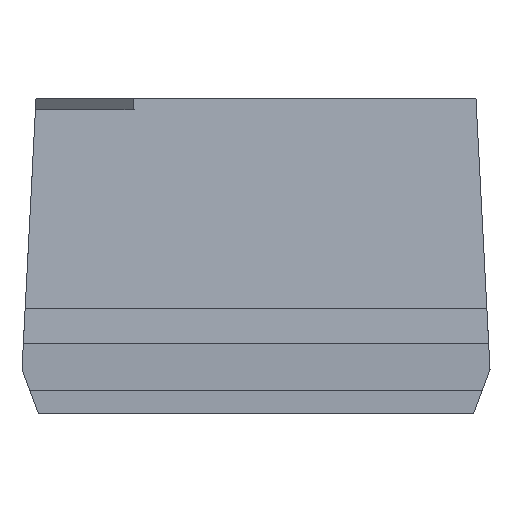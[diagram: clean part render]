
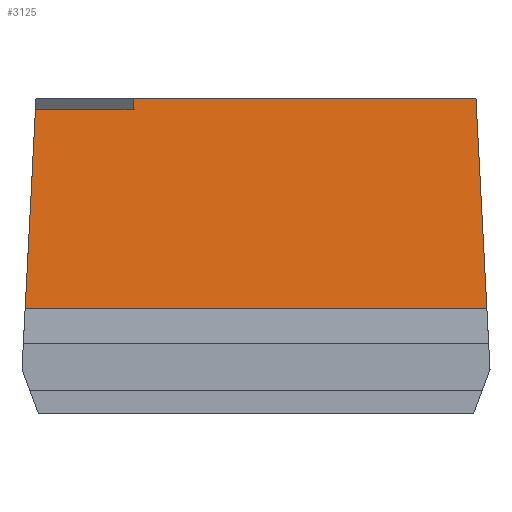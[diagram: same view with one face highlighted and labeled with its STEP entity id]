
A CAD part, left-side view. The second image highlights one B-rep face of the part: STEP entity #3125.
In plain terms, the highlighted planar face has unit normal (-0.997, 0, 0.077).
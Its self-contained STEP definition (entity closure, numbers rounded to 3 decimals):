
#726 = PLANE('',#727);
#727 = AXIS2_PLACEMENT_3D('',#728,#729,#730);
#728 = CARTESIAN_POINT('',(5002.08,-1.864,3.));
#729 = DIRECTION('',(0.,-0.999,0.052));
#730 = DIRECTION('',(0.,-0.052,-0.999));
#999 = PLANE('',#1000);
#1000 = AXIS2_PLACEMENT_3D('',#1001,#1002,#1003);
#1001 = CARTESIAN_POINT('',(5002.08,1.864,3.));
#1002 = DIRECTION('',(0.,0.999,0.052));
#1003 = DIRECTION('',(0.,-0.052,0.999));
#1460 = PLANE('',#1461);
#1461 = AXIS2_PLACEMENT_3D('',#1462,#1463,#1464);
#1462 = CARTESIAN_POINT('',(-2.25,2.,2.7));
#1463 = DIRECTION('',(0.,0.,1.));
#1464 = DIRECTION('',(1.,0.,0.));
#1486 = PLANE('',#1487);
#1487 = AXIS2_PLACEMENT_3D('',#1488,#1489,#1490);
#1488 = CARTESIAN_POINT('',(-0.95,2.,2.7));
#1489 = DIRECTION('',(-0.707,0.707,0.));
#1490 = DIRECTION('',(-0.707,-0.707,0.));
#1498 = VERTEX_POINT('',#1499);
#1499 = CARTESIAN_POINT('',(-1.908,1.885,2.6));
#1512 = PLANE('',#1513);
#1513 = AXIS2_PLACEMENT_3D('',#1514,#1515,#1516);
#1514 = CARTESIAN_POINT('',(-2.25,2.,2.6));
#1515 = DIRECTION('',(0.,0.,1.));
#1516 = DIRECTION('',(1.,0.,0.));
#1523 = EDGE_CURVE('',#1524,#1498,#1526,.T.);
#1524 = VERTEX_POINT('',#1525);
#1525 = CARTESIAN_POINT('',(-2.04,1.973,0.9));
#1526 = SURFACE_CURVE('',#1527,(#1531,#1537),.PCURVE_S1.);
#1527 = LINE('',#1528,#1529);
#1528 = CARTESIAN_POINT('',(13.136,-8.119,
    196.014));
#1529 = VECTOR('',#1530,1.);
#1530 = DIRECTION('',(0.077,-0.051,
    0.996));
#1531 = PCURVE('',#999,#1532);
#1532 = DEFINITIONAL_REPRESENTATION('',(#1533),#1536);
#1533 = B_SPLINE_CURVE_WITH_KNOTS('',1,(#1534,#1535),.UNSPECIFIED.,.F.,
  .F.,(2,2),(-196.144,-193.975),.PIECEWISE_BEZIER_KNOTS.);
#1534 = CARTESIAN_POINT('',(-2.283,-5004.134));
#1535 = CARTESIAN_POINT('',(-0.12,-5003.966));
#1536 = ( GEOMETRIC_REPRESENTATION_CONTEXT(2) 
PARAMETRIC_REPRESENTATION_CONTEXT() REPRESENTATION_CONTEXT('2D SPACE',''
  ) );
#1537 = PCURVE('',#1538,#1543);
#1538 = PLANE('',#1539);
#1539 = AXIS2_PLACEMENT_3D('',#1540,#1541,#1542);
#1540 = CARTESIAN_POINT('',(-1.877,-2.,3.));
#1541 = DIRECTION('',(-0.997,0.,
    0.078));
#1542 = DIRECTION('',(-0.078,0.,
    -0.997));
#1543 = DEFINITIONAL_REPRESENTATION('',(#1544),#1547);
#1544 = B_SPLINE_CURVE_WITH_KNOTS('',1,(#1545,#1546),.UNSPECIFIED.,.F.,
  .F.,(2,2),(-196.144,-193.975),.PIECEWISE_BEZIER_KNOTS.);
#1545 = CARTESIAN_POINT('',(2.287,-3.982));
#1546 = CARTESIAN_POINT('',(0.12,-3.871));
#1547 = ( GEOMETRIC_REPRESENTATION_CONTEXT(2) 
PARAMETRIC_REPRESENTATION_CONTEXT() REPRESENTATION_CONTEXT('2D SPACE',''
  ) );
#1564 = PLANE('',#1565);
#1565 = AXIS2_PLACEMENT_3D('',#1566,#1567,#1568);
#1566 = CARTESIAN_POINT('',(-2.04,-2.,0.9));
#1567 = DIRECTION('',(0.,0.,1.));
#1568 = DIRECTION('',(-1.,0.,0.));
#2487 = VERTEX_POINT('',#2488);
#2488 = CARTESIAN_POINT('',(-1.9,-1.88,2.7));
#2507 = EDGE_CURVE('',#2508,#2487,#2510,.T.);
#2508 = VERTEX_POINT('',#2509);
#2509 = CARTESIAN_POINT('',(-2.04,-1.973,0.9));
#2510 = SURFACE_CURVE('',#2511,(#2515,#2521),.PCURVE_S1.);
#2511 = LINE('',#2512,#2513);
#2512 = CARTESIAN_POINT('',(13.128,8.114,
    195.912));
#2513 = VECTOR('',#2514,1.);
#2514 = DIRECTION('',(0.077,0.051,
    0.996));
#2515 = PCURVE('',#726,#2516);
#2516 = DEFINITIONAL_REPRESENTATION('',(#2517),#2520);
#2517 = B_SPLINE_CURVE_WITH_KNOTS('',1,(#2518,#2519),.UNSPECIFIED.,.F.,
  .F.,(2,2),(-196.041,-193.872),.PIECEWISE_BEZIER_KNOTS.);
#2518 = CARTESIAN_POINT('',(2.283,-5004.134));
#2519 = CARTESIAN_POINT('',(0.12,-5003.966));
#2520 = ( GEOMETRIC_REPRESENTATION_CONTEXT(2) 
PARAMETRIC_REPRESENTATION_CONTEXT() REPRESENTATION_CONTEXT('2D SPACE',''
  ) );
#2521 = PCURVE('',#1538,#2522);
#2522 = DEFINITIONAL_REPRESENTATION('',(#2523),#2526);
#2523 = B_SPLINE_CURVE_WITH_KNOTS('',1,(#2524,#2525),.UNSPECIFIED.,.F.,
  .F.,(2,2),(-196.041,-193.872),.PIECEWISE_BEZIER_KNOTS.);
#2524 = CARTESIAN_POINT('',(2.287,-0.018));
#2525 = CARTESIAN_POINT('',(0.12,-0.129));
#2526 = ( GEOMETRIC_REPRESENTATION_CONTEXT(2) 
PARAMETRIC_REPRESENTATION_CONTEXT() REPRESENTATION_CONTEXT('2D SPACE',''
  ) );
#3104 = EDGE_CURVE('',#2508,#1524,#3105,.T.);
#3105 = SURFACE_CURVE('',#3106,(#3110,#3117),.PCURVE_S1.);
#3106 = LINE('',#3107,#3108);
#3107 = CARTESIAN_POINT('',(-2.04,-2.,0.9));
#3108 = VECTOR('',#3109,1.);
#3109 = DIRECTION('',(0.,1.,0.));
#3110 = PCURVE('',#1564,#3111);
#3111 = DEFINITIONAL_REPRESENTATION('',(#3112),#3116);
#3112 = LINE('',#3113,#3114);
#3113 = CARTESIAN_POINT('',(0.,0.));
#3114 = VECTOR('',#3115,1.);
#3115 = DIRECTION('',(0.,-1.));
#3116 = ( GEOMETRIC_REPRESENTATION_CONTEXT(2) 
PARAMETRIC_REPRESENTATION_CONTEXT() REPRESENTATION_CONTEXT('2D SPACE',''
  ) );
#3117 = PCURVE('',#1538,#3118);
#3118 = DEFINITIONAL_REPRESENTATION('',(#3119),#3123);
#3119 = LINE('',#3120,#3121);
#3120 = CARTESIAN_POINT('',(2.106,0.));
#3121 = VECTOR('',#3122,1.);
#3122 = DIRECTION('',(0.,-1.));
#3123 = ( GEOMETRIC_REPRESENTATION_CONTEXT(2) 
PARAMETRIC_REPRESENTATION_CONTEXT() REPRESENTATION_CONTEXT('2D SPACE',''
  ) );
#3125 = ADVANCED_FACE('',(#3126),#1538,.T.);
#3126 = FACE_BOUND('',#3127,.T.);
#3127 = EDGE_LOOP('',(#3128,#3129,#3130,#3151,#3172,#3191));
#3128 = ORIENTED_EDGE('',*,*,#3104,.F.);
#3129 = ORIENTED_EDGE('',*,*,#2507,.T.);
#3130 = ORIENTED_EDGE('',*,*,#3131,.F.);
#3131 = EDGE_CURVE('',#3132,#2487,#3134,.T.);
#3132 = VERTEX_POINT('',#3133);
#3133 = CARTESIAN_POINT('',(-1.9,1.05,2.7));
#3134 = SURFACE_CURVE('',#3135,(#3139,#3145),.PCURVE_S1.);
#3135 = LINE('',#3136,#3137);
#3136 = CARTESIAN_POINT('',(-1.9,0.,2.7));
#3137 = VECTOR('',#3138,1.);
#3138 = DIRECTION('',(0.,-1.,0.));
#3139 = PCURVE('',#1538,#3140);
#3140 = DEFINITIONAL_REPRESENTATION('',(#3141),#3144);
#3141 = B_SPLINE_CURVE_WITH_KNOTS('',1,(#3142,#3143),.UNSPECIFIED.,.F.,
  .F.,(2,2),(-2.4,2.4),.PIECEWISE_BEZIER_KNOTS.);
#3142 = CARTESIAN_POINT('',(0.301,-4.4));
#3143 = CARTESIAN_POINT('',(0.301,0.4));
#3144 = ( GEOMETRIC_REPRESENTATION_CONTEXT(2) 
PARAMETRIC_REPRESENTATION_CONTEXT() REPRESENTATION_CONTEXT('2D SPACE',''
  ) );
#3145 = PCURVE('',#1460,#3146);
#3146 = DEFINITIONAL_REPRESENTATION('',(#3147),#3150);
#3147 = B_SPLINE_CURVE_WITH_KNOTS('',1,(#3148,#3149),.UNSPECIFIED.,.F.,
  .F.,(2,2),(-2.4,2.4),.PIECEWISE_BEZIER_KNOTS.);
#3148 = CARTESIAN_POINT('',(0.35,0.4));
#3149 = CARTESIAN_POINT('',(0.35,-4.4));
#3150 = ( GEOMETRIC_REPRESENTATION_CONTEXT(2) 
PARAMETRIC_REPRESENTATION_CONTEXT() REPRESENTATION_CONTEXT('2D SPACE',''
  ) );
#3151 = ORIENTED_EDGE('',*,*,#3152,.F.);
#3152 = EDGE_CURVE('',#3153,#3132,#3155,.T.);
#3153 = VERTEX_POINT('',#3154);
#3154 = CARTESIAN_POINT('',(-1.908,1.042,2.6));
#3155 = SURFACE_CURVE('',#3156,(#3160,#3166),.PCURVE_S1.);
#3156 = LINE('',#3157,#3158);
#3157 = CARTESIAN_POINT('',(-1.892,1.058,2.805
    ));
#3158 = VECTOR('',#3159,1.);
#3159 = DIRECTION('',(0.077,0.077,0.994
    ));
#3160 = PCURVE('',#1538,#3161);
#3161 = DEFINITIONAL_REPRESENTATION('',(#3162),#3165);
#3162 = B_SPLINE_CURVE_WITH_KNOTS('',1,(#3163,#3164),.UNSPECIFIED.,.F.,
  .F.,(2,2),(-0.216,-0.095),
  .PIECEWISE_BEZIER_KNOTS.);
#3163 = CARTESIAN_POINT('',(0.411,-3.041));
#3164 = CARTESIAN_POINT('',(0.291,-3.051));
#3165 = ( GEOMETRIC_REPRESENTATION_CONTEXT(2) 
PARAMETRIC_REPRESENTATION_CONTEXT() REPRESENTATION_CONTEXT('2D SPACE',''
  ) );
#3166 = PCURVE('',#1486,#3167);
#3167 = DEFINITIONAL_REPRESENTATION('',(#3168),#3171);
#3168 = B_SPLINE_CURVE_WITH_KNOTS('',1,(#3169,#3170),.UNSPECIFIED.,.F.,
  .F.,(2,2),(-0.216,-0.095),
  .PIECEWISE_BEZIER_KNOTS.);
#3169 = CARTESIAN_POINT('',(1.356,-0.11));
#3170 = CARTESIAN_POINT('',(1.342,0.01));
#3171 = ( GEOMETRIC_REPRESENTATION_CONTEXT(2) 
PARAMETRIC_REPRESENTATION_CONTEXT() REPRESENTATION_CONTEXT('2D SPACE',''
  ) );
#3172 = ORIENTED_EDGE('',*,*,#3173,.F.);
#3173 = EDGE_CURVE('',#1498,#3153,#3174,.T.);
#3174 = SURFACE_CURVE('',#3175,(#3179,#3185),.PCURVE_S1.);
#3175 = LINE('',#3176,#3177);
#3176 = CARTESIAN_POINT('',(-1.908,0.,2.6));
#3177 = VECTOR('',#3178,1.);
#3178 = DIRECTION('',(0.,-1.,0.));
#3179 = PCURVE('',#1538,#3180);
#3180 = DEFINITIONAL_REPRESENTATION('',(#3181),#3184);
#3181 = B_SPLINE_CURVE_WITH_KNOTS('',1,(#3182,#3183),.UNSPECIFIED.,.F.,
  .F.,(2,2),(-2.13,-0.57),.PIECEWISE_BEZIER_KNOTS.);
#3182 = CARTESIAN_POINT('',(0.401,-4.13));
#3183 = CARTESIAN_POINT('',(0.401,-2.57));
#3184 = ( GEOMETRIC_REPRESENTATION_CONTEXT(2) 
PARAMETRIC_REPRESENTATION_CONTEXT() REPRESENTATION_CONTEXT('2D SPACE',''
  ) );
#3185 = PCURVE('',#1512,#3186);
#3186 = DEFINITIONAL_REPRESENTATION('',(#3187),#3190);
#3187 = B_SPLINE_CURVE_WITH_KNOTS('',1,(#3188,#3189),.UNSPECIFIED.,.F.,
  .F.,(2,2),(-2.13,-0.57),.PIECEWISE_BEZIER_KNOTS.);
#3188 = CARTESIAN_POINT('',(0.342,0.13));
#3189 = CARTESIAN_POINT('',(0.342,-1.43));
#3190 = ( GEOMETRIC_REPRESENTATION_CONTEXT(2) 
PARAMETRIC_REPRESENTATION_CONTEXT() REPRESENTATION_CONTEXT('2D SPACE',''
  ) );
#3191 = ORIENTED_EDGE('',*,*,#1523,.F.);
